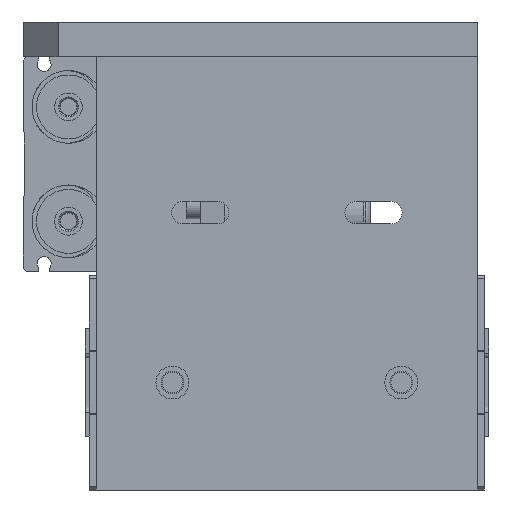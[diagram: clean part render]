
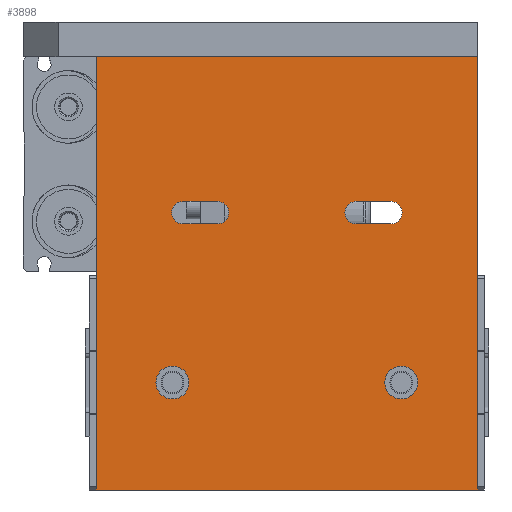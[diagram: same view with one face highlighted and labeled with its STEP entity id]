
A CAD part, front view. The second image highlights one B-rep face of the part: STEP entity #3898.
In plain terms, the highlighted planar face has unit normal (0, -1, 0).
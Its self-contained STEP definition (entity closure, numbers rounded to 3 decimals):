
#50 = CARTESIAN_POINT ( 'NONE',  ( 219.196, 0., 344.482 ) ) ;
#175 = EDGE_CURVE ( 'NONE', #4930, #6967, #12801, .T. ) ;
#263 = EDGE_LOOP ( 'NONE', ( #7920, #11533, #1678, #10842 ) ) ;
#264 = VERTEX_POINT ( 'NONE', #5440 ) ;
#267 = CARTESIAN_POINT ( 'NONE',  ( 144.196, 0., 386.232 ) ) ;
#273 = ORIENTED_EDGE ( 'NONE', *, *, #5989, .T. ) ;
#315 = VERTEX_POINT ( 'NONE', #50 ) ;
#908 = CARTESIAN_POINT ( 'NONE',  ( 229.196, 0., 337.982 ) ) ;
#1015 = DIRECTION ( 'NONE',  ( 1., 0., 0. ) ) ;
#1076 = DIRECTION ( 'NONE',  ( -1., 0., 0. ) ) ;
#1128 = EDGE_CURVE ( 'NONE', #10592, #9967, #9917, .T. ) ;
#1289 = ORIENTED_EDGE ( 'NONE', *, *, #6149, .T. ) ;
#1434 = FACE_OUTER_BOUND ( 'NONE', #263, .T. ) ;
#1450 = CARTESIAN_POINT ( 'NONE',  ( 229.196, 0., 337.982 ) ) ;
#1678 = ORIENTED_EDGE ( 'NONE', *, *, #9948, .F. ) ;
#1789 = DIRECTION ( 'NONE',  ( 0., 1., 0. ) ) ;
#1803 = CARTESIAN_POINT ( 'NONE',  ( 166.196, 0., 292.232 ) ) ;
#1944 = CARTESIAN_POINT ( 'NONE',  ( 229.196, 0., 341.232 ) ) ;
#2079 = AXIS2_PLACEMENT_3D ( 'NONE', #12006, #5553, #4490 ) ;
#2151 = CARTESIAN_POINT ( 'NONE',  ( 254.196, 0., 261.232 ) ) ;
#2259 = EDGE_CURVE ( 'NONE', #8858, #12295, #9993, .T. ) ;
#2308 = EDGE_LOOP ( 'NONE', ( #11355, #9524, #10821, #1289 ) ) ;
#2672 = VECTOR ( 'NONE', #3386, 1000. ) ;
#2856 = CARTESIAN_POINT ( 'NONE',  ( 144.196, 0., 386.232 ) ) ;
#3099 = DIRECTION ( 'NONE',  ( -1., 0., 0. ) ) ;
#3164 = CARTESIAN_POINT ( 'NONE',  ( 199.196, 0., 342.734 ) ) ;
#3235 = FACE_BOUND ( 'NONE', #2308, .T. ) ;
#3241 = LINE ( 'NONE', #14005, #6626 ) ;
#3386 = DIRECTION ( 'NONE',  ( -1., 0., 0. ) ) ;
#3405 = DIRECTION ( 'NONE',  ( 0., -1., 0. ) ) ;
#3582 = EDGE_CURVE ( 'NONE', #11995, #11995, #9489, .T. ) ;
#3683 = EDGE_CURVE ( 'NONE', #4463, #4930, #13762, .T. ) ;
#3705 = VECTOR ( 'NONE', #4178, 1000. ) ;
#3727 = EDGE_CURVE ( 'NONE', #9967, #12958, #7530, .T. ) ;
#3825 = CARTESIAN_POINT ( 'NONE',  ( 179.196, 0., 344.482 ) ) ;
#3898 = ADVANCED_FACE ( 'NONE', ( #8889, #12133, #6829, #1434, #3235 ), #11884, .T. ) ;
#3899 = DIRECTION ( 'NONE',  ( -1., 0., 0. ) ) ;
#3912 = DIRECTION ( 'NONE',  ( 1., 0., 0. ) ) ;
#4049 = CARTESIAN_POINT ( 'NONE',  ( 219.196, 0., 337.982 ) ) ;
#4069 = DIRECTION ( 'NONE',  ( 0., 1., 0. ) ) ;
#4178 = DIRECTION ( 'NONE',  ( -1., 0., 0. ) ) ;
#4221 = VERTEX_POINT ( 'NONE', #9534 ) ;
#4249 = CARTESIAN_POINT ( 'NONE',  ( 229.196, 0., 344.482 ) ) ;
#4314 = VERTEX_POINT ( 'NONE', #3825 ) ;
#4376 = AXIS2_PLACEMENT_3D ( 'NONE', #10354, #1789, #3899 ) ;
#4436 = VECTOR ( 'NONE', #3099, 1000. ) ;
#4463 = VERTEX_POINT ( 'NONE', #4249 ) ;
#4490 = DIRECTION ( 'NONE',  ( -1., 0., 0. ) ) ;
#4930 = VERTEX_POINT ( 'NONE', #1450 ) ;
#5213 = CARTESIAN_POINT ( 'NONE',  ( 229.196, 0., 344.482 ) ) ;
#5440 = CARTESIAN_POINT ( 'NONE',  ( 169.196, 0., 344.482 ) ) ;
#5553 = DIRECTION ( 'NONE',  ( 0., 1., 0. ) ) ;
#5805 = CARTESIAN_POINT ( 'NONE',  ( 169.196, 0., 337.982 ) ) ;
#5943 = CIRCLE ( 'NONE', #10479, 4.75 ) ;
#5989 = EDGE_CURVE ( 'NONE', #315, #4463, #7195, .T. ) ;
#6149 = EDGE_CURVE ( 'NONE', #4314, #8858, #8170, .T. ) ;
#6261 = DIRECTION ( 'NONE',  ( 0., 0., -1. ) ) ;
#6298 = VECTOR ( 'NONE', #11198, 1000. ) ;
#6315 = AXIS2_PLACEMENT_3D ( 'NONE', #1803, #9460, #3912 ) ;
#6322 = CIRCLE ( 'NONE', #13998, 3.25 ) ;
#6626 = VECTOR ( 'NONE', #7568, 1000. ) ;
#6729 = ORIENTED_EDGE ( 'NONE', *, *, #12962, .T. ) ;
#6829 = FACE_BOUND ( 'NONE', #14012, .T. ) ;
#6967 = VERTEX_POINT ( 'NONE', #4049 ) ;
#7082 = ORIENTED_EDGE ( 'NONE', *, *, #175, .T. ) ;
#7195 = LINE ( 'NONE', #5213, #7942 ) ;
#7377 = CARTESIAN_POINT ( 'NONE',  ( 236.946, 0., 292.232 ) ) ;
#7530 = LINE ( 'NONE', #2151, #12175 ) ;
#7568 = DIRECTION ( 'NONE',  ( 1., 0., 0. ) ) ;
#7600 = DIRECTION ( 'NONE',  ( 0., 1., 0. ) ) ;
#7920 = ORIENTED_EDGE ( 'NONE', *, *, #1128, .F. ) ;
#7942 = VECTOR ( 'NONE', #8532, 1000. ) ;
#8170 = CIRCLE ( 'NONE', #2079, 3.25 ) ;
#8196 = EDGE_CURVE ( 'NONE', #264, #4314, #3241, .T. ) ;
#8291 = VERTEX_POINT ( 'NONE', #7377 ) ;
#8455 = CARTESIAN_POINT ( 'NONE',  ( 219.196, 0., 341.232 ) ) ;
#8532 = DIRECTION ( 'NONE',  ( 1., 0., 0. ) ) ;
#8777 = CARTESIAN_POINT ( 'NONE',  ( 254.196, 0., 386.232 ) ) ;
#8801 = EDGE_CURVE ( 'NONE', #8291, #8291, #5943, .T. ) ;
#8858 = VERTEX_POINT ( 'NONE', #10079 ) ;
#8889 = FACE_BOUND ( 'NONE', #13269, .T. ) ;
#8957 = DIRECTION ( 'NONE',  ( 0., -1., 0. ) ) ;
#9029 = EDGE_CURVE ( 'NONE', #12295, #264, #10491, .T. ) ;
#9061 = CARTESIAN_POINT ( 'NONE',  ( 169.196, 0., 337.982 ) ) ;
#9460 = DIRECTION ( 'NONE',  ( 0., -1., 0. ) ) ;
#9489 = CIRCLE ( 'NONE', #6315, 4.75 ) ;
#9524 = ORIENTED_EDGE ( 'NONE', *, *, #9029, .T. ) ;
#9534 = CARTESIAN_POINT ( 'NONE',  ( 144.196, 0., 261.232 ) ) ;
#9537 = DIRECTION ( 'NONE',  ( -1., 0., 0. ) ) ;
#9850 = DIRECTION ( 'NONE',  ( 1., 0., 0. ) ) ;
#9917 = LINE ( 'NONE', #267, #13723 ) ;
#9944 = CARTESIAN_POINT ( 'NONE',  ( 170.946, 0., 292.232 ) ) ;
#9948 = EDGE_CURVE ( 'NONE', #12958, #4221, #12747, .T. ) ;
#9967 = VERTEX_POINT ( 'NONE', #8777 ) ;
#9993 = LINE ( 'NONE', #9061, #2672 ) ;
#10079 = CARTESIAN_POINT ( 'NONE',  ( 179.196, 0., 337.982 ) ) ;
#10155 = AXIS2_PLACEMENT_3D ( 'NONE', #1944, #7600, #1076 ) ;
#10354 = CARTESIAN_POINT ( 'NONE',  ( 169.196, 0., 341.232 ) ) ;
#10386 = AXIS2_PLACEMENT_3D ( 'NONE', #3164, #8957, #12923 ) ;
#10477 = LINE ( 'NONE', #12318, #6298 ) ;
#10479 = AXIS2_PLACEMENT_3D ( 'NONE', #13971, #3405, #1015 ) ;
#10491 = CIRCLE ( 'NONE', #4376, 3.25 ) ;
#10592 = VERTEX_POINT ( 'NONE', #2856 ) ;
#10641 = CARTESIAN_POINT ( 'NONE',  ( 144.196, 0., 261.232 ) ) ;
#10821 = ORIENTED_EDGE ( 'NONE', *, *, #8196, .T. ) ;
#10842 = ORIENTED_EDGE ( 'NONE', *, *, #3727, .F. ) ;
#11198 = DIRECTION ( 'NONE',  ( 0., 0., 1. ) ) ;
#11355 = ORIENTED_EDGE ( 'NONE', *, *, #2259, .T. ) ;
#11533 = ORIENTED_EDGE ( 'NONE', *, *, #12257, .F. ) ;
#11619 = ORIENTED_EDGE ( 'NONE', *, *, #3582, .F. ) ;
#11884 = PLANE ( 'NONE',  #10386 ) ;
#11995 = VERTEX_POINT ( 'NONE', #9944 ) ;
#12006 = CARTESIAN_POINT ( 'NONE',  ( 179.196, 0., 341.232 ) ) ;
#12133 = FACE_BOUND ( 'NONE', #13291, .T. ) ;
#12175 = VECTOR ( 'NONE', #6261, 1000. ) ;
#12257 = EDGE_CURVE ( 'NONE', #4221, #10592, #10477, .T. ) ;
#12295 = VERTEX_POINT ( 'NONE', #5805 ) ;
#12318 = CARTESIAN_POINT ( 'NONE',  ( 144.196, 0., 261.232 ) ) ;
#12552 = CARTESIAN_POINT ( 'NONE',  ( 254.196, 0., 261.232 ) ) ;
#12747 = LINE ( 'NONE', #10641, #3705 ) ;
#12801 = LINE ( 'NONE', #908, #4436 ) ;
#12917 = ORIENTED_EDGE ( 'NONE', *, *, #8801, .F. ) ;
#12923 = DIRECTION ( 'NONE',  ( 1., 0., 0. ) ) ;
#12958 = VERTEX_POINT ( 'NONE', #12552 ) ;
#12962 = EDGE_CURVE ( 'NONE', #6967, #315, #6322, .T. ) ;
#13269 = EDGE_LOOP ( 'NONE', ( #12917 ) ) ;
#13291 = EDGE_LOOP ( 'NONE', ( #11619 ) ) ;
#13723 = VECTOR ( 'NONE', #9850, 1000. ) ;
#13762 = CIRCLE ( 'NONE', #10155, 3.25 ) ;
#13872 = ORIENTED_EDGE ( 'NONE', *, *, #3683, .T. ) ;
#13971 = CARTESIAN_POINT ( 'NONE',  ( 232.196, 0., 292.232 ) ) ;
#13998 = AXIS2_PLACEMENT_3D ( 'NONE', #8455, #4069, #9537 ) ;
#14005 = CARTESIAN_POINT ( 'NONE',  ( 169.196, 0., 344.482 ) ) ;
#14012 = EDGE_LOOP ( 'NONE', ( #273, #13872, #7082, #6729 ) ) ;
